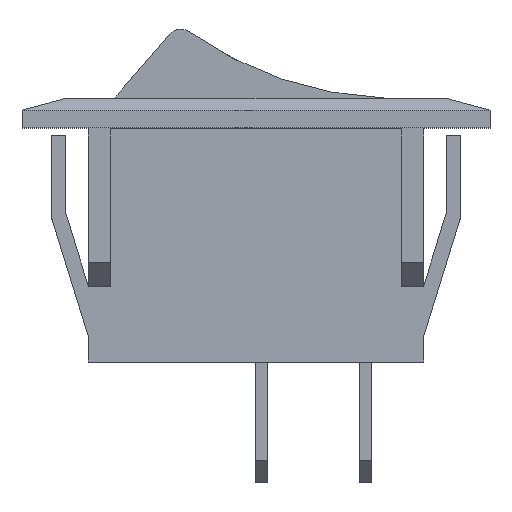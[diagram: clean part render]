
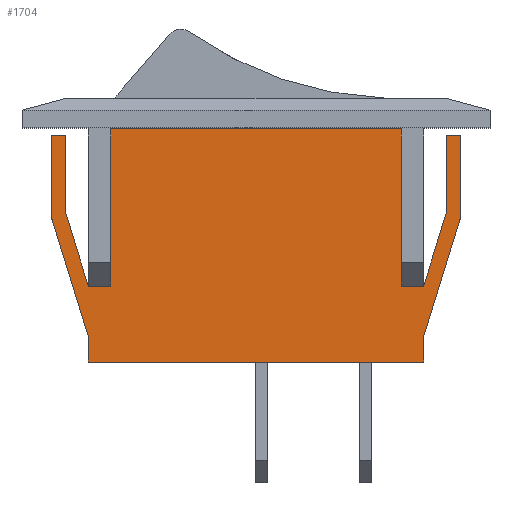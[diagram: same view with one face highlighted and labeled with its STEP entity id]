
A CAD part, top view. The second image highlights one B-rep face of the part: STEP entity #1704.
In plain terms, the highlighted planar face has unit normal (0, 0, 1).
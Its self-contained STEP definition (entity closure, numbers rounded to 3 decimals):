
#9 = VECTOR ( 'NONE', #1067, 1000. ) ;
#20 = CARTESIAN_POINT ( 'NONE',  ( -9.75, 0., 5.9 ) ) ;
#43 = EDGE_CURVE ( 'NONE', #705, #2135, #3528, .T. ) ;
#54 = LINE ( 'NONE', #1699, #2490 ) ;
#56 = CARTESIAN_POINT ( 'NONE',  ( 13.75, 8.6, 5.9 ) ) ;
#68 = CARTESIAN_POINT ( 'NONE',  ( 0., 3.891, 5.9 ) ) ;
#76 = CARTESIAN_POINT ( 'NONE',  ( 11.25, 0.5, 5.9 ) ) ;
#123 = CARTESIAN_POINT ( 'NONE',  ( -11.25, 3.891, 5.9 ) ) ;
#127 = CARTESIAN_POINT ( 'NONE',  ( -11.25, 0.5, 5.9 ) ) ;
#143 = DIRECTION ( 'NONE',  ( 0., 1., 0. ) ) ;
#161 = VECTOR ( 'NONE', #143, 1000. ) ;
#188 = LINE ( 'NONE', #2268, #2398 ) ;
#191 = LINE ( 'NONE', #1064, #1272 ) ;
#214 = EDGE_CURVE ( 'NONE', #1824, #931, #3217, .T. ) ;
#215 = CARTESIAN_POINT ( 'NONE',  ( 12.75, 14., 5.9 ) ) ;
#225 = VERTEX_POINT ( 'NONE', #301 ) ;
#300 = VERTEX_POINT ( 'NONE', #1004 ) ;
#301 = CARTESIAN_POINT ( 'NONE',  ( 12.75, 8.751, 5.9 ) ) ;
#332 = DIRECTION ( 'NONE',  ( 1., 0., 0. ) ) ;
#356 = CARTESIAN_POINT ( 'NONE',  ( -12.947, -1.2, 5.9 ) ) ;
#370 = LINE ( 'NONE', #3393, #1813 ) ;
#390 = VERTEX_POINT ( 'NONE', #775 ) ;
#457 = DIRECTION ( 'NONE',  ( 1., 0., 0. ) ) ;
#465 = CARTESIAN_POINT ( 'NONE',  ( -13.75, 8.6, 5.9 ) ) ;
#484 = DIRECTION ( 'NONE',  ( 0., -1., 0. ) ) ;
#506 = CARTESIAN_POINT ( 'NONE',  ( 9.75, 3.891, 5.9 ) ) ;
#520 = EDGE_CURVE ( 'NONE', #2187, #621, #54, .T. ) ;
#534 = VERTEX_POINT ( 'NONE', #123 ) ;
#544 = LINE ( 'NONE', #20, #592 ) ;
#548 = CARTESIAN_POINT ( 'NONE',  ( -13.75, 8.6, 5.9 ) ) ;
#572 = AXIS2_PLACEMENT_3D ( 'NONE', #2463, #1570, #2753 ) ;
#592 = VECTOR ( 'NONE', #2052, 1000. ) ;
#615 = VECTOR ( 'NONE', #1348, 1000. ) ;
#621 = VERTEX_POINT ( 'NONE', #678 ) ;
#624 = DIRECTION ( 'NONE',  ( 0., 1., 0. ) ) ;
#631 = LINE ( 'NONE', #356, #1097 ) ;
#648 = CARTESIAN_POINT ( 'NONE',  ( 11.25, 3.891, 5.9 ) ) ;
#659 = EDGE_CURVE ( 'NONE', #1387, #2370, #191, .T. ) ;
#678 = CARTESIAN_POINT ( 'NONE',  ( 13.75, 14., 5.9 ) ) ;
#705 = VERTEX_POINT ( 'NONE', #3033 ) ;
#770 = DIRECTION ( 'NONE',  ( 1., 0., 0. ) ) ;
#775 = CARTESIAN_POINT ( 'NONE',  ( -9.75, 3.891, 5.9 ) ) ;
#818 = CARTESIAN_POINT ( 'NONE',  ( 12.75, 8.6, 5.9 ) ) ;
#871 = VECTOR ( 'NONE', #1720, 1000. ) ;
#873 = LINE ( 'NONE', #3574, #1909 ) ;
#931 = VERTEX_POINT ( 'NONE', #648 ) ;
#941 = ORIENTED_EDGE ( 'NONE', *, *, #3278, .T. ) ;
#977 = ORIENTED_EDGE ( 'NONE', *, *, #3229, .F. ) ;
#1004 = CARTESIAN_POINT ( 'NONE',  ( -11.25, -1.2, 5.9 ) ) ;
#1031 = DIRECTION ( 'NONE',  ( 0., 1., 0. ) ) ;
#1064 = CARTESIAN_POINT ( 'NONE',  ( -11.25, 14.5, 5.9 ) ) ;
#1067 = DIRECTION ( 'NONE',  ( 0., 1., 0. ) ) ;
#1088 = CARTESIAN_POINT ( 'NONE',  ( -11.25, 14.5, 5.9 ) ) ;
#1097 = VECTOR ( 'NONE', #332, 1000. ) ;
#1115 = CARTESIAN_POINT ( 'NONE',  ( -12.75, 8.6, 5.9 ) ) ;
#1121 = DIRECTION ( 'NONE',  ( 0., 1., 0. ) ) ;
#1202 = EDGE_CURVE ( 'NONE', #2862, #621, #2591, .T. ) ;
#1263 = ORIENTED_EDGE ( 'NONE', *, *, #3515, .T. ) ;
#1272 = VECTOR ( 'NONE', #3069, 1000. ) ;
#1348 = DIRECTION ( 'NONE',  ( 0., 1., 0. ) ) ;
#1371 = CARTESIAN_POINT ( 'NONE',  ( -10.294, 0.795, 5.9 ) ) ;
#1387 = VERTEX_POINT ( 'NONE', #2828 ) ;
#1397 = LINE ( 'NONE', #1702, #2528 ) ;
#1441 = ORIENTED_EDGE ( 'NONE', *, *, #3016, .T. ) ;
#1476 = ORIENTED_EDGE ( 'NONE', *, *, #2209, .T. ) ;
#1556 = VECTOR ( 'NONE', #1695, 1000. ) ;
#1570 = DIRECTION ( 'NONE',  ( 0., 0., 1. ) ) ;
#1573 = EDGE_CURVE ( 'NONE', #534, #390, #1638, .T. ) ;
#1638 = LINE ( 'NONE', #68, #2895 ) ;
#1641 = VERTEX_POINT ( 'NONE', #127 ) ;
#1644 = LINE ( 'NONE', #465, #161 ) ;
#1678 = VECTOR ( 'NONE', #1121, 1000. ) ;
#1688 = VECTOR ( 'NONE', #3635, 1000. ) ;
#1695 = DIRECTION ( 'NONE',  ( 1., 0., 0. ) ) ;
#1699 = CARTESIAN_POINT ( 'NONE',  ( 13.75, 8.6, 5.9 ) ) ;
#1702 = CARTESIAN_POINT ( 'NONE',  ( -12.75, 14., 5.9 ) ) ;
#1704 = ADVANCED_FACE ( 'NONE', ( #2181 ), #3002, .T. ) ;
#1705 = EDGE_CURVE ( 'NONE', #1824, #1387, #873, .T. ) ;
#1720 = DIRECTION ( 'NONE',  ( -0.295, 0.956, 0. ) ) ;
#1758 = EDGE_CURVE ( 'NONE', #1641, #300, #1953, .T. ) ;
#1813 = VECTOR ( 'NONE', #2596, 1000. ) ;
#1824 = VERTEX_POINT ( 'NONE', #506 ) ;
#1884 = ORIENTED_EDGE ( 'NONE', *, *, #214, .F. ) ;
#1909 = VECTOR ( 'NONE', #1031, 1000. ) ;
#1918 = ORIENTED_EDGE ( 'NONE', *, *, #1705, .T. ) ;
#1930 = CARTESIAN_POINT ( 'NONE',  ( -13.75, 14., 5.9 ) ) ;
#1953 = LINE ( 'NONE', #1088, #3689 ) ;
#1966 = CARTESIAN_POINT ( 'NONE',  ( -11.25, 0.5, 5.9 ) ) ;
#2019 = EDGE_CURVE ( 'NONE', #225, #2862, #3287, .T. ) ;
#2030 = DIRECTION ( 'NONE',  ( 0.295, 0.956, 0. ) ) ;
#2052 = DIRECTION ( 'NONE',  ( 0., -1., 0. ) ) ;
#2090 = EDGE_CURVE ( 'NONE', #1641, #3044, #2891, .T. ) ;
#2135 = VERTEX_POINT ( 'NONE', #2627 ) ;
#2170 = LINE ( 'NONE', #2797, #9 ) ;
#2181 = FACE_OUTER_BOUND ( 'NONE', #3262, .T. ) ;
#2187 = VERTEX_POINT ( 'NONE', #56 ) ;
#2209 = EDGE_CURVE ( 'NONE', #2370, #390, #544, .T. ) ;
#2268 = CARTESIAN_POINT ( 'NONE',  ( 11.25, 0.5, 5.9 ) ) ;
#2297 = ORIENTED_EDGE ( 'NONE', *, *, #2090, .F. ) ;
#2370 = VERTEX_POINT ( 'NONE', #2471 ) ;
#2398 = VECTOR ( 'NONE', #2030, 1000. ) ;
#2410 = CARTESIAN_POINT ( 'NONE',  ( 11.25, -1.2, 5.9 ) ) ;
#2463 = CARTESIAN_POINT ( 'NONE',  ( 0., 0., 5.9 ) ) ;
#2471 = CARTESIAN_POINT ( 'NONE',  ( -9.75, 14.5, 5.9 ) ) ;
#2477 = EDGE_CURVE ( 'NONE', #3570, #3133, #2170, .T. ) ;
#2490 = VECTOR ( 'NONE', #624, 1000. ) ;
#2528 = VECTOR ( 'NONE', #3698, 1000. ) ;
#2591 = LINE ( 'NONE', #215, #2982 ) ;
#2596 = DIRECTION ( 'NONE',  ( 0.295, 0.956, 0. ) ) ;
#2627 = CARTESIAN_POINT ( 'NONE',  ( -12.75, 14., 5.9 ) ) ;
#2753 = DIRECTION ( 'NONE',  ( 1., 0., 0. ) ) ;
#2780 = ORIENTED_EDGE ( 'NONE', *, *, #1573, .F. ) ;
#2797 = CARTESIAN_POINT ( 'NONE',  ( 11.25, 14.5, 5.9 ) ) ;
#2828 = CARTESIAN_POINT ( 'NONE',  ( 9.75, 14.5, 5.9 ) ) ;
#2829 = ORIENTED_EDGE ( 'NONE', *, *, #2951, .T. ) ;
#2862 = VERTEX_POINT ( 'NONE', #3288 ) ;
#2891 = LINE ( 'NONE', #1966, #871 ) ;
#2895 = VECTOR ( 'NONE', #457, 1000. ) ;
#2907 = ORIENTED_EDGE ( 'NONE', *, *, #1758, .T. ) ;
#2911 = ORIENTED_EDGE ( 'NONE', *, *, #659, .T. ) ;
#2951 = EDGE_CURVE ( 'NONE', #3133, #2187, #188, .T. ) ;
#2982 = VECTOR ( 'NONE', #770, 1000. ) ;
#3002 = PLANE ( 'NONE',  #572 ) ;
#3016 = EDGE_CURVE ( 'NONE', #2135, #3310, #1397, .T. ) ;
#3033 = CARTESIAN_POINT ( 'NONE',  ( -12.75, 8.751, 5.9 ) ) ;
#3044 = VERTEX_POINT ( 'NONE', #548 ) ;
#3069 = DIRECTION ( 'NONE',  ( -1., 0., 0. ) ) ;
#3087 = ORIENTED_EDGE ( 'NONE', *, *, #2477, .T. ) ;
#3133 = VERTEX_POINT ( 'NONE', #76 ) ;
#3160 = ORIENTED_EDGE ( 'NONE', *, *, #3401, .F. ) ;
#3217 = LINE ( 'NONE', #3403, #1556 ) ;
#3229 = EDGE_CURVE ( 'NONE', #3044, #3310, #1644, .T. ) ;
#3262 = EDGE_LOOP ( 'NONE', ( #1884, #1918, #2911, #1476, #2780, #941, #3399, #1441, #977, #2297, #2907, #1263, #3087, #2829, #3402, #3308, #3439, #3160 ) ) ;
#3278 = EDGE_CURVE ( 'NONE', #534, #705, #3562, .T. ) ;
#3287 = LINE ( 'NONE', #818, #1678 ) ;
#3288 = CARTESIAN_POINT ( 'NONE',  ( 12.75, 14., 5.9 ) ) ;
#3308 = ORIENTED_EDGE ( 'NONE', *, *, #1202, .F. ) ;
#3310 = VERTEX_POINT ( 'NONE', #1930 ) ;
#3393 = CARTESIAN_POINT ( 'NONE',  ( 10.294, 0.795, 5.9 ) ) ;
#3399 = ORIENTED_EDGE ( 'NONE', *, *, #43, .T. ) ;
#3401 = EDGE_CURVE ( 'NONE', #931, #225, #370, .T. ) ;
#3402 = ORIENTED_EDGE ( 'NONE', *, *, #520, .T. ) ;
#3403 = CARTESIAN_POINT ( 'NONE',  ( 0., 3.891, 5.9 ) ) ;
#3439 = ORIENTED_EDGE ( 'NONE', *, *, #2019, .F. ) ;
#3515 = EDGE_CURVE ( 'NONE', #300, #3570, #631, .T. ) ;
#3528 = LINE ( 'NONE', #1115, #615 ) ;
#3562 = LINE ( 'NONE', #1371, #1688 ) ;
#3570 = VERTEX_POINT ( 'NONE', #2410 ) ;
#3574 = CARTESIAN_POINT ( 'NONE',  ( 9.75, 0., 5.9 ) ) ;
#3635 = DIRECTION ( 'NONE',  ( -0.295, 0.956, 0. ) ) ;
#3689 = VECTOR ( 'NONE', #484, 1000. ) ;
#3698 = DIRECTION ( 'NONE',  ( -1., 0., 0. ) ) ;
